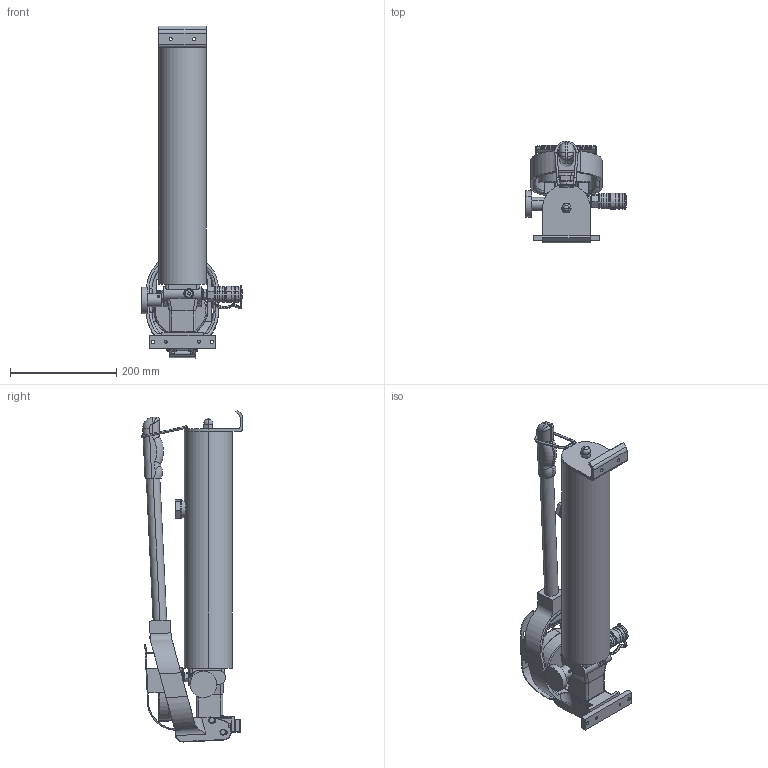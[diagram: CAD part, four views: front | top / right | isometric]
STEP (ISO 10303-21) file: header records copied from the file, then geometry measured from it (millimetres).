
FILE_DESCRIPTION (( 'STEP AP214' ), '1' );
FILE_NAME ('HTT.2122.000A assembly.STEP', '2023-03-01T16:04:33', ( '' ), ( '' ), 'SwSTEP 2.0', 'SolidWorks 2022', '' );
FILE_SCHEMA (( 'AUTOMOTIVE_DESIGN' ));
Length unit declared in the file: millimetre
Products named in the file (46): 11.1 diameter ball bearing; suction pipe; pump tank (high pressure); 7.5 diameter circular o-ring; 7.93 diameter ball bearing; tapered spring; Piston insert; M10 plug; filter; 3 diameter circular o-ring; 45 diameter circular o-ring; M5 screw; HTT.2122.000A assembly; Handle hook; piston; grooved pin; 6.3 diameter circular blue o-ring; high pressure relief valve; oil cap; pump handle; 5 diameter ball bearing; 35 diameter circular o-ring; pump handle v2; gauge ; hydraulic hose connector (high pressure); 20.6 diameter seal; 16 diameter seal; oil cap seal; Gauge cover; holding screw; Side handle; grub screw; 7.5 diameter circular white o-ring; hydraulic head (2122); PUMP HANDLE ASSEMBLE; piston washer; piston spring; support bar (High pressure); Support ring; Circlip ...
Assembly tree (54 placements, depth 3):
  HTT.2122.000A assembly
    pump tank (high pressure)
    Rod
    suction pipe
    filter
    high pressure relief valve
    Handle hook
    Piston insert
    piston spring
    piston washer
    piston
    Support ring
    tapered spring
    holding screw
    PUMP HANDLE ASSEMBLE
      pump handle
      pump handle v2
      Gauge cover
    Side handle
    Small piston
    hydraulic head (2122)
    45 diameter circular o-ring
    7.93 diameter ball bearing  x3
    M6 plug  x2
    5 diameter ball bearing
    11.1 diameter ball bearing
    35 diameter circular o-ring
    3 diameter circular o-ring
    20.6 diameter seal  x2
    16 diameter seal
    M10 plug
    7.5 diameter circular white o-ring
    6.3 diameter circular blue o-ring
    5.5 diameter circular o-ring
    7.5 diameter circular o-ring
    grub screw
    handle screw
    oil cap seal
    oil cap
    grooved pin  x2
    end bolt
    Circlip  x4
    gauge 
    support bar (High pressure)
    hydraulic hose connector (high pressure)
    M5 screw  x2
Bounding box: 189.06 x 191.08 x 623.58 mm (x, y, z)
Volume: 1812449.4 mm3; surface area: 632067.6 mm2
Topology: 56 solids, 57 shells, 1725 faces, 4168 edges, 2634 vertices
Faces by surface type: cylinder 731, plane 622, torus 167, bspline 110, cone 78, sphere 17
Entity records: 68950 total; most frequent: CARTESIAN_POINT 27174, DIRECTION 7584, ORIENTED_EDGE 7436, EDGE_CURVE 3718, AXIS2_PLACEMENT_3D 2945, VERTEX_POINT 2355, EDGE_LOOP 1793, LINE 1694
